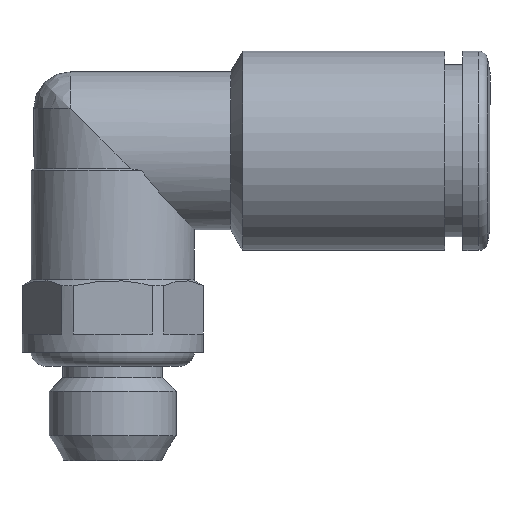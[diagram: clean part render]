
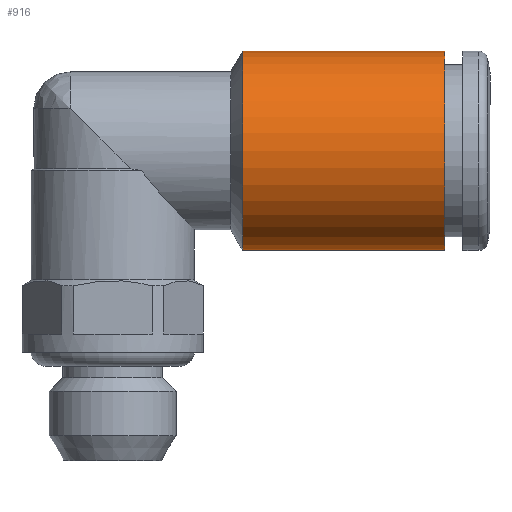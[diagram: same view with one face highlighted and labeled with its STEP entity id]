
A CAD part, front view. The second image highlights one B-rep face of the part: STEP entity #916.
In plain terms, the highlighted cylindrical face has radius 5.5 mm (diameter 11 mm), a full revolution.
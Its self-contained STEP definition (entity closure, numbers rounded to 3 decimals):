
#168=FACE_BOUND('',#346,.T.);
#233=FACE_OUTER_BOUND('',#345,.T.);
#345=EDGE_LOOP('',(#792));
#346=EDGE_LOOP('',(#793));
#424=CIRCLE('',#1045,5.5);
#425=CIRCLE('',#1047,5.5);
#509=VERTEX_POINT('',#2093);
#510=VERTEX_POINT('',#2096);
#608=EDGE_CURVE('',#509,#509,#424,.T.);
#609=EDGE_CURVE('',#510,#510,#425,.T.);
#792=ORIENTED_EDGE('',*,*,#609,.F.);
#793=ORIENTED_EDGE('',*,*,#608,.T.);
#854=CYLINDRICAL_SURFACE('',#1046,5.5);
#916=ADVANCED_FACE('',(#233,#168),#854,.T.);
#1045=AXIS2_PLACEMENT_3D('',#2094,#1318,#1319);
#1046=AXIS2_PLACEMENT_3D('',#2095,#1320,#1321);
#1047=AXIS2_PLACEMENT_3D('',#2097,#1322,#1323);
#1318=DIRECTION('center_axis',(-1.,0.,0.));
#1319=DIRECTION('ref_axis',(0.,0.,1.));
#1320=DIRECTION('center_axis',(-1.,0.,0.));
#1321=DIRECTION('ref_axis',(0.,0.,1.));
#1322=DIRECTION('center_axis',(-1.,0.,0.));
#1323=DIRECTION('ref_axis',(0.,0.,1.));
#2093=CARTESIAN_POINT('',(27.713,10.529,24.414));
#2094=CARTESIAN_POINT('Origin',(27.713,10.529,18.914));
#2095=CARTESIAN_POINT('Origin',(27.713,10.529,18.914));
#2096=CARTESIAN_POINT('',(16.577,10.529,24.414));
#2097=CARTESIAN_POINT('Origin',(16.577,10.529,18.914));
